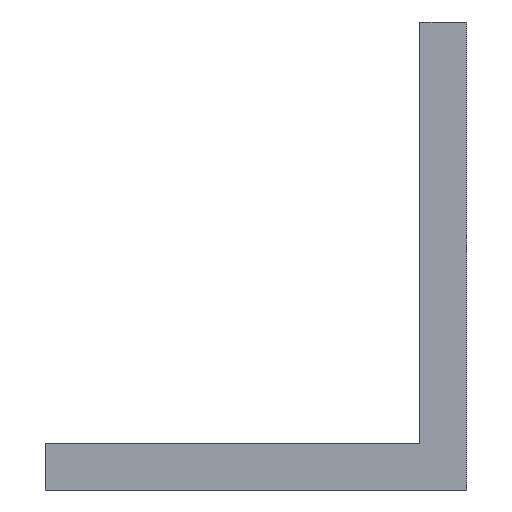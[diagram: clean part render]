
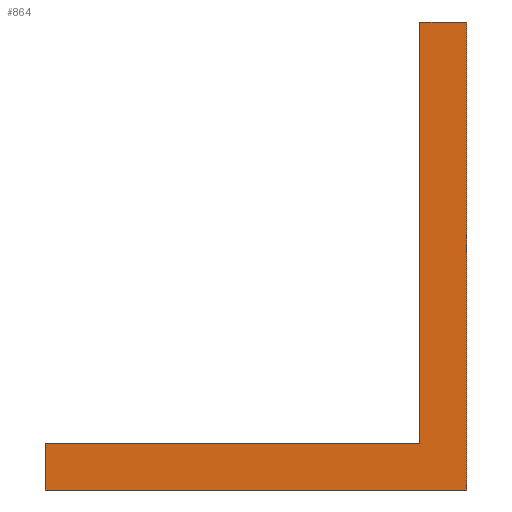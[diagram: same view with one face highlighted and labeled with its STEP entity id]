
A CAD part, left-side view. The second image highlights one B-rep face of the part: STEP entity #864.
In plain terms, the highlighted planar face has unit normal (-1, 0, 0).
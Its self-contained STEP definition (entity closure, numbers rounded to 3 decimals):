
#1 = LINE ( 'NONE', #405, #862 ) ;
#39 = CARTESIAN_POINT ( 'NONE',  ( -74.257, 1., -0.872 ) ) ;
#54 = DIRECTION ( 'NONE',  ( 0., -1., 0. ) ) ;
#55 = EDGE_CURVE ( 'NONE', #661, #595, #325, .T. ) ;
#93 = EDGE_LOOP ( 'NONE', ( #377, #119, #498, #485, #248, #399 ) ) ;
#94 = CARTESIAN_POINT ( 'NONE',  ( -74.257, 9., -9.872 ) ) ;
#119 = ORIENTED_EDGE ( 'NONE', *, *, #55, .F. ) ;
#181 = CARTESIAN_POINT ( 'NONE',  ( -74.257, 1., -9.872 ) ) ;
#205 = CARTESIAN_POINT ( 'NONE',  ( -74.257, 0., -0.872 ) ) ;
#216 = LINE ( 'NONE', #695, #537 ) ;
#246 = DIRECTION ( 'NONE',  ( 0., 0., -1. ) ) ;
#248 = ORIENTED_EDGE ( 'NONE', *, *, #751, .F. ) ;
#251 = VECTOR ( 'NONE', #606, 1000. ) ;
#273 = LINE ( 'NONE', #473, #420 ) ;
#316 = DIRECTION ( 'NONE',  ( 0., 0., 1. ) ) ;
#325 = LINE ( 'NONE', #401, #251 ) ;
#376 = CARTESIAN_POINT ( 'NONE',  ( -74.257, 9., -9.872 ) ) ;
#377 = ORIENTED_EDGE ( 'NONE', *, *, #638, .T. ) ;
#399 = ORIENTED_EDGE ( 'NONE', *, *, #408, .T. ) ;
#401 = CARTESIAN_POINT ( 'NONE',  ( -74.257, 1., -0.872 ) ) ;
#405 = CARTESIAN_POINT ( 'NONE',  ( -74.257, 0., -10.872 ) ) ;
#408 = EDGE_CURVE ( 'NONE', #703, #726, #690, .T. ) ;
#415 = EDGE_CURVE ( 'NONE', #431, #661, #216, .T. ) ;
#420 = VECTOR ( 'NONE', #316, 1000. ) ;
#427 = CARTESIAN_POINT ( 'NONE',  ( -74.257, 9., -10.872 ) ) ;
#431 = VERTEX_POINT ( 'NONE', #181 ) ;
#467 = FACE_OUTER_BOUND ( 'NONE', #93, .T. ) ;
#473 = CARTESIAN_POINT ( 'NONE',  ( -74.257, 9., -10.872 ) ) ;
#474 = VECTOR ( 'NONE', #54, 1000. ) ;
#478 = CARTESIAN_POINT ( 'NONE',  ( -74.257, 1., -10.872 ) ) ;
#485 = ORIENTED_EDGE ( 'NONE', *, *, #802, .F. ) ;
#491 = CARTESIAN_POINT ( 'NONE',  ( -74.257, 0., -10.872 ) ) ;
#498 = ORIENTED_EDGE ( 'NONE', *, *, #415, .F. ) ;
#516 = PLANE ( 'NONE',  #772 ) ;
#537 = VECTOR ( 'NONE', #767, 1000. ) ;
#595 = VERTEX_POINT ( 'NONE', #205 ) ;
#606 = DIRECTION ( 'NONE',  ( 0., -1., 0. ) ) ;
#638 = EDGE_CURVE ( 'NONE', #726, #595, #1, .T. ) ;
#661 = VERTEX_POINT ( 'NONE', #39 ) ;
#680 = DIRECTION ( 'NONE',  ( 0., -1., 0. ) ) ;
#681 = DIRECTION ( 'NONE',  ( 1., 0., 0. ) ) ;
#684 = DIRECTION ( 'NONE',  ( 0., 0., 1. ) ) ;
#690 = LINE ( 'NONE', #478, #833 ) ;
#695 = CARTESIAN_POINT ( 'NONE',  ( -74.257, 1., -10.872 ) ) ;
#703 = VERTEX_POINT ( 'NONE', #427 ) ;
#726 = VERTEX_POINT ( 'NONE', #491 ) ;
#738 = VERTEX_POINT ( 'NONE', #94 ) ;
#751 = EDGE_CURVE ( 'NONE', #703, #738, #273, .T. ) ;
#767 = DIRECTION ( 'NONE',  ( 0., 0., 1. ) ) ;
#772 = AXIS2_PLACEMENT_3D ( 'NONE', #868, #681, #246 ) ;
#802 = EDGE_CURVE ( 'NONE', #738, #431, #861, .T. ) ;
#833 = VECTOR ( 'NONE', #680, 1000. ) ;
#861 = LINE ( 'NONE', #376, #474 ) ;
#862 = VECTOR ( 'NONE', #684, 1000. ) ;
#864 = ADVANCED_FACE ( 'NONE', ( #467 ), #516, .F. ) ;
#868 = CARTESIAN_POINT ( 'NONE',  ( -74.257, 1., -10.872 ) ) ;
